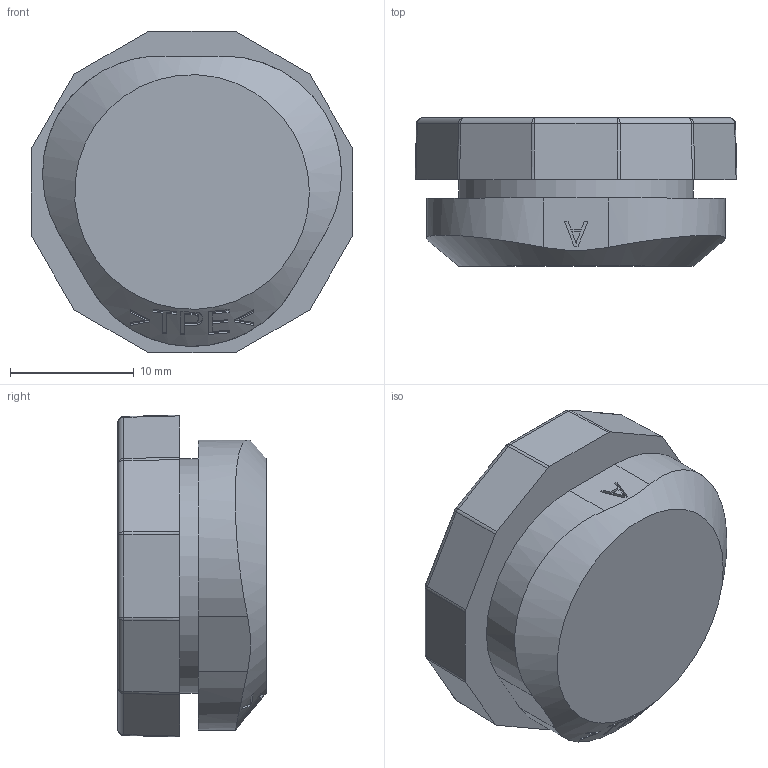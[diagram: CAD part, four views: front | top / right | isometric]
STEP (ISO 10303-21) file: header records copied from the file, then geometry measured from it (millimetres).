
FILE_DESCRIPTION(/* description */ (''),/* implementation_level */ '2;1');
FILE_NAME(/* name */ '28822_6_KES-E-R 20_9-A.stp',/* time_stamp */ '2023-02-21T13:37:21+01:00',/* author */ (''),/* organization */ (''),/* preprocessor_version */ 'ST-DEVELOPER v16.7',/* originating_system */ 'SIEMENS PLM Software NX 12.0',/* authorisation */ '');
FILE_SCHEMA (('AUTOMOTIVE_DESIGN { 1 0 10303 214 3 1 1 1 }'));
Length unit declared in the file: millimetre
Products named in the file (1): KES-E-R 20/9-A
Bounding box: 26.05 x 12 x 26.05 mm (x, y, z)
Volume: 5330.1 mm3; surface area: 2265.3 mm2
Topology: 1 solids, 1 shells, 505 faces, 1364 edges, 897 vertices
Faces by surface type: plane 366, extrusion 55, cylinder 39, sphere 21, bspline 12, cone 7, revolution 5
Full cylindrical faces by diameter (mm): 19 x1
Entity records: 23793 total; most frequent: CARTESIAN_POINT 8912, ORIENTED_EDGE 2642, DIRECTION 2080, EDGE_CURVE 1321, VECTOR 1007, LINE 952, VERTEX_POINT 877, EDGE_LOOP 564
